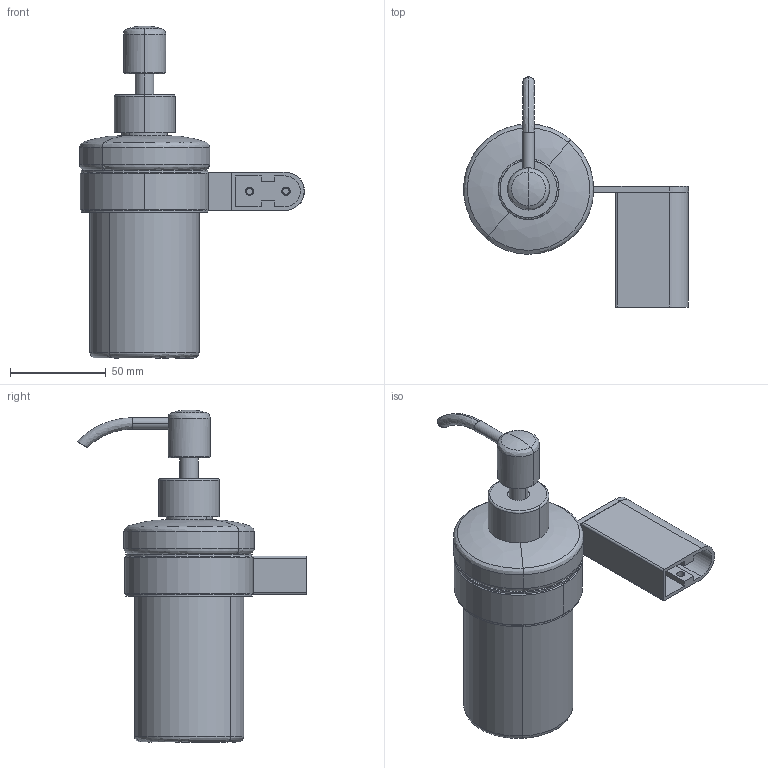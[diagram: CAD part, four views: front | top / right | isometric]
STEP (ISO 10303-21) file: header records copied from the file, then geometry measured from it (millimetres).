
FILE_DESCRIPTION (( 'STEP AP203' ), '1' );
FILE_NAME ('66655,0.STEP', '2020-09-01T08:28:19', ( '' ), ( '' ), 'SwSTEP 2.0', 'SolidWorks 2020', '' );
FILE_SCHEMA (( 'CONFIG_CONTROL_DESIGN' ));
Length unit declared in the file: millimetre
Products named in the file (22): PT007ïÝÏ¦Ã¸+šÎý; FM005_2; FM002ïÝÏ¦Ã¸+š=Ì; T-+､3; PT007+š=Ì; 50ﾁｹ-ｺ--; 11Á¹-ºLŽ; FM005; 66655,0; FM002ïÝÏ¦Ã¸T-+¤; T-+､2; 33扛蠍; T-+､6; 11ﾁｹ-ｺL撒-+､; 50ﾎｨ摠ﾎ｡﨔; T-+､5; FM002=Ì+ñFM005Ã¬; T-+､4; FM002ïÝÏ¦Ã¸=ºªã; 50-ｺ--ｯﾋｪT; PT007ïÝÏ¦Ã¸+š=Ì
Assembly tree (22 placements, depth 5):
  66655,0
    50ﾎｨ摠ﾎ｡﨔
    50ﾁｹ-ｺ--
      50-ｺ--ｯﾋｪT
      11Á¹-ºLŽ
      33扛蠍  x2
    11ﾁｹ-ｺL撒-+､
    FM002=Ì+ñFM005Ã¬
      FM005
        FM005_2
        FM005
      FM002ïÝÏ¦Ã¸+š=Ì
        T-+､2
        T-+､3
        T-+､4
        T-+､5
        T-+､6
        FM002ïÝÏ¦Ã¸T-+¤
        FM002ïÝÏ¦Ã¸=ºªã
        PT007+š=Ì
          PT007ïÝÏ¦Ã¸+š=Ì
          PT007ïÝÏ¦Ã¸+šÎý
Bounding box: 117.5 x 119.98 x 173.28 mm (x, y, z)
Volume: 96281.8 mm3; surface area: 115762.6 mm2
Topology: 17 solids, 17 shells, 459 faces, 1065 edges, 678 vertices
Faces by surface type: cylinder 205, plane 150, cone 54, bspline 50
Entity records: 17337 total; most frequent: CARTESIAN_POINT 4540, DIRECTION 2349, ORIENTED_EDGE 2082, EDGE_CURVE 1041, AXIS2_PLACEMENT_3D 953, VERTEX_POINT 666, CIRCLE 524, EDGE_LOOP 523
